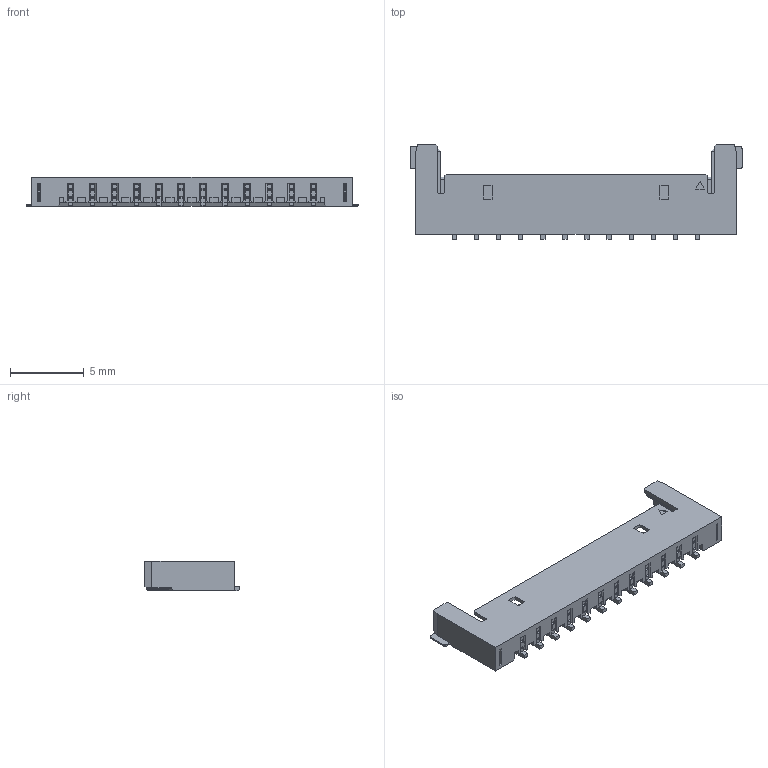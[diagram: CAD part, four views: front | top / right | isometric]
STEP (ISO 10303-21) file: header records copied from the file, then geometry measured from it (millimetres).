
FILE_DESCRIPTION((''),'2;1');
FILE_NAME('5040501291','2016-09-08T',('gsharma'),(''),'PRO/ENGINEER BY PARAMETRIC TECHNOLOGY CORPORATION, 2012310','PRO/ENGINEER BY PARAMETRIC TECHNOLOGY CORPORATION, 2012310','');
FILE_SCHEMA(('CONFIG_CONTROL_DESIGN'));
Length unit declared in the file: millimetre
Products named in the file (1): 5040501291
Bounding box: 22.55 x 6.44 x 2 mm (x, y, z)
Volume: 109.1 mm3; surface area: 542.2 mm2
Topology: 1 solids, 1 shells, 947 faces, 2670 edges, 1716 vertices
Faces by surface type: plane 763, cylinder 156, sphere 24, cone 4
Entity records: 29980 total; most frequent: CARTESIAN_POINT 5355, ORIENTED_EDGE 5244, DIRECTION 4858, EDGE_CURVE 2622, VECTOR 2346, LINE 2346, VERTEX_POINT 1668, AXIS2_PLACEMENT_3D 1256
